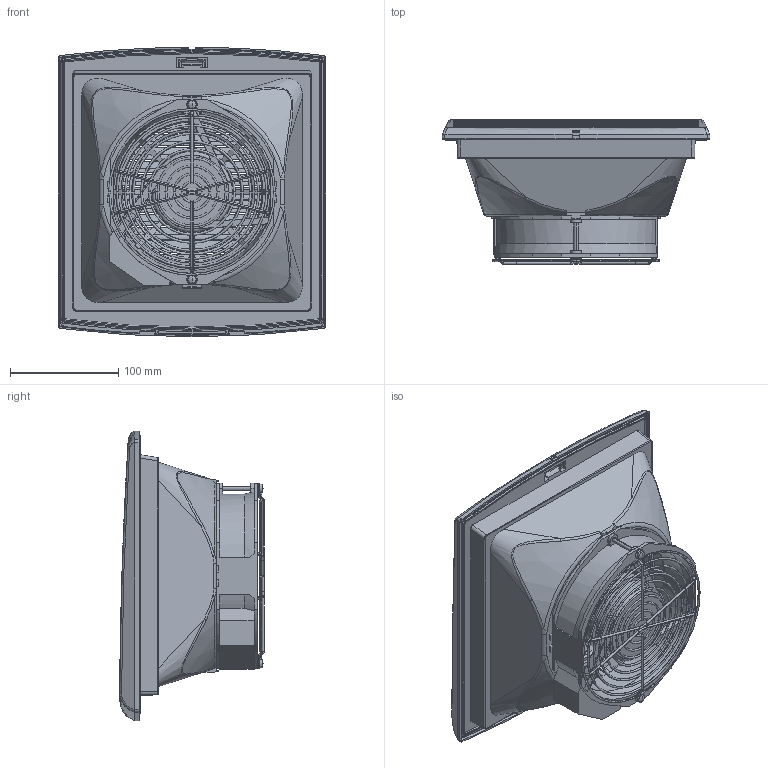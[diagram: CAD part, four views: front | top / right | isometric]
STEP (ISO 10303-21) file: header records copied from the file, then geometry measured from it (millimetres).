
FILE_DESCRIPTION(('STEP AP242'),'1');
FILE_NAME('filterfan_nsycvf300m115pf.stp','2019-10-11T08:05:23',('TraceParts'),('TraceParts S.A.'),'Spatial InterOp 3D',' ',' ');
FILE_SCHEMA(('AP242_MANAGED_MODEL_BASED_3D_ENGINEERING_MIM_LF {1 0 10303 442 1 1 4}'));
Length unit declared in the file: millimetre
Products named in the file (1): filterfan_nsycvf300m115pf_1
Bounding box: 248 x 133.95 x 267.99 mm (x, y, z)
Volume: 896158.3 mm3; surface area: 483414.1 mm2
Topology: 15 solids, 17 shells, 1749 faces, 5110 edges, 3160 vertices
Faces by surface type: plane 753, cylinder 311, cone 283, torus 258, bspline 128, sphere 10, extrusion 6
Entity records: 67127 total; most frequent: CARTESIAN_POINT 23940, ORIENTED_EDGE 10188, DIRECTION 7656, EDGE_CURVE 5094, VERTEX_POINT 3160, AXIS2_PLACEMENT_3D 2700, VECTOR 2256, LINE 2250
